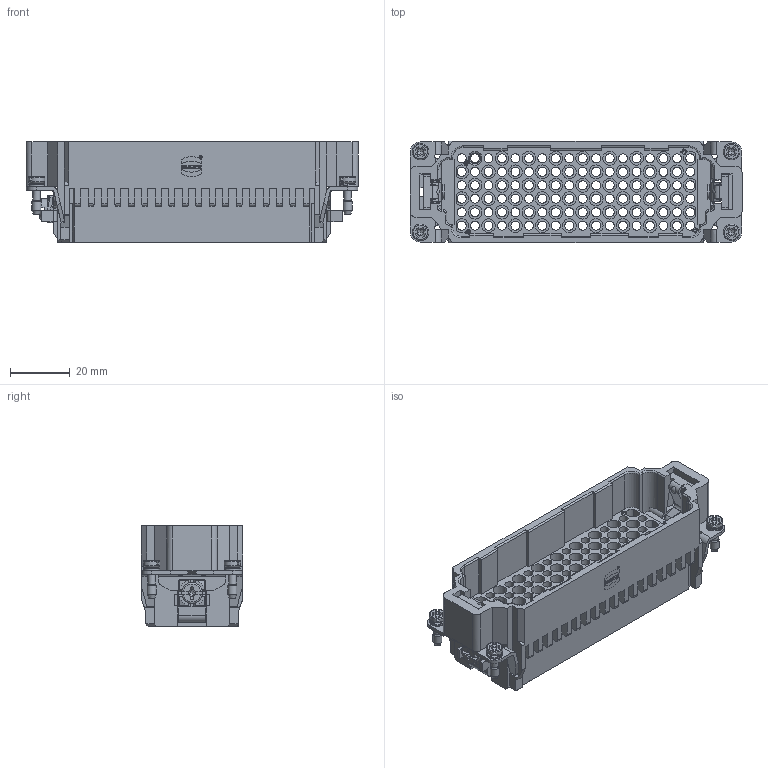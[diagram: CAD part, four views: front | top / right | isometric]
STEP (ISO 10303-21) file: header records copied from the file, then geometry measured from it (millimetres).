
FILE_DESCRIPTION(/* description */ (''),/* implementation_level */ '2;1');
FILE_NAME(/* name */ '100580308ugm000_b.stp',/* time_stamp */ '2017-11-02T07:45:30+01:00',/* author */ (''),/* organization */ (''),/* preprocessor_version */ 'ST-DEVELOPER v16',/* originating_system */ 'SIEMENS PLM Software NX 10.0',/* authorisation */ '');
FILE_SCHEMA (('AUTOMOTIVE_DESIGN { 1 0 10303 214 3 1 1 1 }'));
Products named in the file (1): 100580308ugm000_b
Bounding box: 111 x 34 x 33.6 mm (x, y, z)
Volume: 38042.6 mm3; surface area: 48694.8 mm2
Topology: 1 solids, 1 shells, 1577 faces, 4676 edges, 3290 vertices
Faces by surface type: plane 798, cylinder 466, cone 158, bspline 143, torus 8, sphere 4
Full cylindrical faces by diameter (mm): 0.6 x2, 2.438 x2, 2.5 x10, 3 x112, 3.2 x1, 3.5 x1, 3.7 x1, 3.8 x108, 4 x1, 4.5 x2, 4.6 x48, 5.5 x4, 7 x1
Entity records: 64816 total; most frequent: CARTESIAN_POINT 13990, ORIENTED_EDGE 8264, DIRECTION 7357, EDGE_CURVE 4132, VERTEX_POINT 3081, AXIS2_PLACEMENT_3D 2591, EDGE_LOOP 2358, LINE 2175
